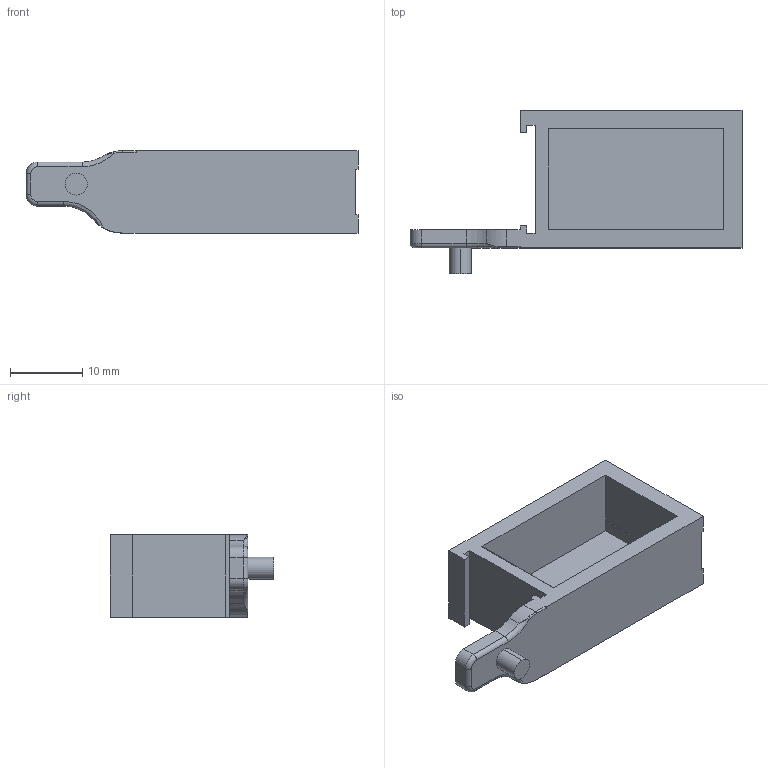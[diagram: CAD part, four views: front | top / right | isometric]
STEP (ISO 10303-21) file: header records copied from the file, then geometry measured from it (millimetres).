
FILE_DESCRIPTION (( 'STEP AP214' ), '1' );
FILE_NAME ('Left gripper.STEP', '2022-11-23T11:45:31', ( '' ), ( '' ), 'SwSTEP 2.0', 'SolidWorks 2022', '' );
FILE_SCHEMA (( 'AUTOMOTIVE_DESIGN' ));
Length unit declared in the file: inch
Products named in the file (1): Left gripper
Bounding box: 45.97 x 22.61 x 11.43 mm (x, y, z)
Volume: 3483.3 mm3; surface area: 3414.7 mm2
Topology: 2 solids, 2 shells, 55 faces, 140 edges, 88 vertices
Faces by surface type: plane 32, cylinder 15, torus 6, bspline 2
Entity records: 1754 total; most frequent: CARTESIAN_POINT 367, DIRECTION 280, ORIENTED_EDGE 276, EDGE_CURVE 138, VECTOR 96, LINE 96, AXIS2_PLACEMENT_3D 92, VERTEX_POINT 88
